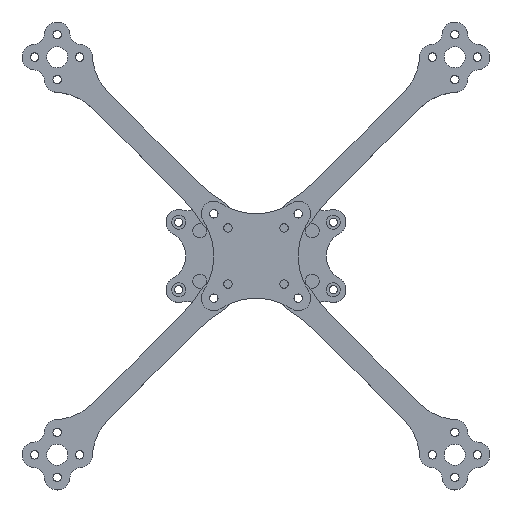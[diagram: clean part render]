
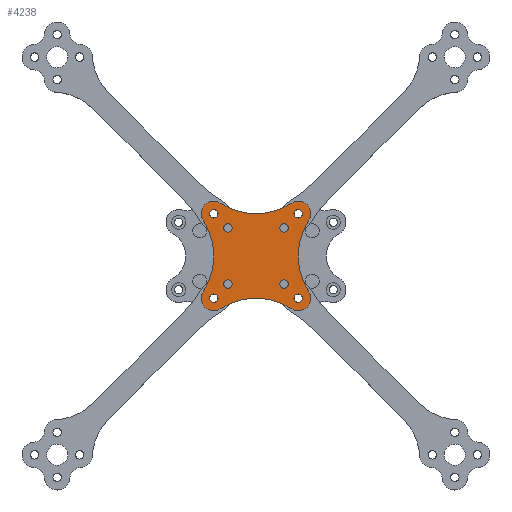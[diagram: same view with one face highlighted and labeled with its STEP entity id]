
A CAD part, top view. The second image highlights one B-rep face of the part: STEP entity #4238.
In plain terms, the highlighted planar face has unit normal (0, 0, 1).
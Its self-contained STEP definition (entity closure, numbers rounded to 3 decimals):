
#64=FACE_BOUND('',#491,.T.);
#65=FACE_BOUND('',#492,.T.);
#66=FACE_BOUND('',#493,.T.);
#67=FACE_BOUND('',#494,.T.);
#68=FACE_BOUND('',#495,.T.);
#69=FACE_BOUND('',#496,.T.);
#70=FACE_BOUND('',#497,.T.);
#71=FACE_BOUND('',#498,.T.);
#190=PLANE('',#4571);
#258=FACE_OUTER_BOUND('',#490,.T.);
#490=EDGE_LOOP('',(#2846,#2847,#2848,#2849,#2850,#2851,#2852,#2853));
#491=EDGE_LOOP('',(#2854));
#492=EDGE_LOOP('',(#2855));
#493=EDGE_LOOP('',(#2856));
#494=EDGE_LOOP('',(#2857));
#495=EDGE_LOOP('',(#2858));
#496=EDGE_LOOP('',(#2859));
#497=EDGE_LOOP('',(#2860));
#498=EDGE_LOOP('',(#2861));
#1372=CIRCLE('',#4524,1.5);
#1374=CIRCLE('',#4527,1.5);
#1376=CIRCLE('',#4530,1.5);
#1378=CIRCLE('',#4533,1.5);
#1380=CIRCLE('',#4536,1.5);
#1382=CIRCLE('',#4539,1.5);
#1384=CIRCLE('',#4542,1.5);
#1386=CIRCLE('',#4545,1.5);
#1389=CIRCLE('',#4549,22.75);
#1391=CIRCLE('',#4552,4.5);
#1393=CIRCLE('',#4555,22.75);
#1395=CIRCLE('',#4558,4.5);
#1397=CIRCLE('',#4561,22.75);
#1399=CIRCLE('',#4564,4.5);
#1401=CIRCLE('',#4567,22.75);
#1403=CIRCLE('',#4570,4.5);
#1732=VERTEX_POINT('',#6603);
#1734=VERTEX_POINT('',#6609);
#1736=VERTEX_POINT('',#6615);
#1738=VERTEX_POINT('',#6621);
#1740=VERTEX_POINT('',#6627);
#1742=VERTEX_POINT('',#6633);
#1744=VERTEX_POINT('',#6639);
#1746=VERTEX_POINT('',#6645);
#1750=VERTEX_POINT('',#6654);
#1751=VERTEX_POINT('',#6656);
#1753=VERTEX_POINT('',#6662);
#1755=VERTEX_POINT('',#6668);
#1757=VERTEX_POINT('',#6674);
#1759=VERTEX_POINT('',#6680);
#1761=VERTEX_POINT('',#6686);
#1763=VERTEX_POINT('',#6692);
#2152=EDGE_CURVE('',#1732,#1732,#1372,.T.);
#2155=EDGE_CURVE('',#1734,#1734,#1374,.T.);
#2158=EDGE_CURVE('',#1736,#1736,#1376,.T.);
#2161=EDGE_CURVE('',#1738,#1738,#1378,.T.);
#2164=EDGE_CURVE('',#1740,#1740,#1380,.T.);
#2167=EDGE_CURVE('',#1742,#1742,#1382,.T.);
#2170=EDGE_CURVE('',#1744,#1744,#1384,.T.);
#2173=EDGE_CURVE('',#1746,#1746,#1386,.T.);
#2178=EDGE_CURVE('',#1751,#1750,#1389,.T.);
#2181=EDGE_CURVE('',#1753,#1751,#1391,.T.);
#2184=EDGE_CURVE('',#1755,#1753,#1393,.T.);
#2187=EDGE_CURVE('',#1757,#1755,#1395,.T.);
#2190=EDGE_CURVE('',#1759,#1757,#1397,.T.);
#2193=EDGE_CURVE('',#1761,#1759,#1399,.T.);
#2196=EDGE_CURVE('',#1763,#1761,#1401,.T.);
#2199=EDGE_CURVE('',#1750,#1763,#1403,.T.);
#2846=ORIENTED_EDGE('',*,*,#2199,.T.);
#2847=ORIENTED_EDGE('',*,*,#2196,.T.);
#2848=ORIENTED_EDGE('',*,*,#2193,.T.);
#2849=ORIENTED_EDGE('',*,*,#2190,.T.);
#2850=ORIENTED_EDGE('',*,*,#2187,.T.);
#2851=ORIENTED_EDGE('',*,*,#2184,.T.);
#2852=ORIENTED_EDGE('',*,*,#2181,.T.);
#2853=ORIENTED_EDGE('',*,*,#2178,.T.);
#2854=ORIENTED_EDGE('',*,*,#2173,.T.);
#2855=ORIENTED_EDGE('',*,*,#2170,.T.);
#2856=ORIENTED_EDGE('',*,*,#2167,.T.);
#2857=ORIENTED_EDGE('',*,*,#2164,.T.);
#2858=ORIENTED_EDGE('',*,*,#2161,.T.);
#2859=ORIENTED_EDGE('',*,*,#2158,.T.);
#2860=ORIENTED_EDGE('',*,*,#2155,.T.);
#2861=ORIENTED_EDGE('',*,*,#2152,.T.);
#4238=ADVANCED_FACE('',(#258,#64,#65,#66,#67,#68,#69,#70,#71),#190,.T.);
#4524=AXIS2_PLACEMENT_3D('',#6604,#5130,#5131);
#4527=AXIS2_PLACEMENT_3D('',#6610,#5137,#5138);
#4530=AXIS2_PLACEMENT_3D('',#6616,#5144,#5145);
#4533=AXIS2_PLACEMENT_3D('',#6622,#5151,#5152);
#4536=AXIS2_PLACEMENT_3D('',#6628,#5158,#5159);
#4539=AXIS2_PLACEMENT_3D('',#6634,#5165,#5166);
#4542=AXIS2_PLACEMENT_3D('',#6640,#5172,#5173);
#4545=AXIS2_PLACEMENT_3D('',#6646,#5179,#5180);
#4549=AXIS2_PLACEMENT_3D('',#6657,#5189,#5190);
#4552=AXIS2_PLACEMENT_3D('',#6663,#5196,#5197);
#4555=AXIS2_PLACEMENT_3D('',#6669,#5203,#5204);
#4558=AXIS2_PLACEMENT_3D('',#6675,#5210,#5211);
#4561=AXIS2_PLACEMENT_3D('',#6681,#5217,#5218);
#4564=AXIS2_PLACEMENT_3D('',#6687,#5224,#5225);
#4567=AXIS2_PLACEMENT_3D('',#6693,#5231,#5232);
#4570=AXIS2_PLACEMENT_3D('',#6697,#5238,#5239);
#4571=AXIS2_PLACEMENT_3D('',#6698,#5240,#5241);
#5130=DIRECTION('center_axis',(0.,0.,-1.));
#5131=DIRECTION('ref_axis',(1.,0.,0.));
#5137=DIRECTION('center_axis',(0.,0.,-1.));
#5138=DIRECTION('ref_axis',(1.,0.,0.));
#5144=DIRECTION('center_axis',(0.,0.,-1.));
#5145=DIRECTION('ref_axis',(1.,0.,0.));
#5151=DIRECTION('center_axis',(0.,0.,-1.));
#5152=DIRECTION('ref_axis',(1.,0.,0.));
#5158=DIRECTION('center_axis',(0.,0.,-1.));
#5159=DIRECTION('ref_axis',(1.,0.,0.));
#5165=DIRECTION('center_axis',(0.,0.,-1.));
#5166=DIRECTION('ref_axis',(1.,0.,0.));
#5172=DIRECTION('center_axis',(0.,0.,-1.));
#5173=DIRECTION('ref_axis',(1.,0.,0.));
#5179=DIRECTION('center_axis',(0.,0.,-1.));
#5180=DIRECTION('ref_axis',(1.,0.,0.));
#5189=DIRECTION('center_axis',(0.,0.,-1.));
#5190=DIRECTION('ref_axis',(0.,1.,0.));
#5196=DIRECTION('center_axis',(0.,0.,1.));
#5197=DIRECTION('ref_axis',(1.,0.,0.));
#5203=DIRECTION('center_axis',(0.,0.,-1.));
#5204=DIRECTION('ref_axis',(1.,0.,0.));
#5210=DIRECTION('center_axis',(0.,0.,1.));
#5211=DIRECTION('ref_axis',(1.,0.,0.));
#5217=DIRECTION('center_axis',(0.,0.,-1.));
#5218=DIRECTION('ref_axis',(0.,-1.,0.));
#5224=DIRECTION('center_axis',(0.,0.,1.));
#5225=DIRECTION('ref_axis',(1.,0.,0.));
#5231=DIRECTION('center_axis',(0.,0.,-1.));
#5232=DIRECTION('ref_axis',(-1.,0.,0.));
#5238=DIRECTION('center_axis',(0.,0.,1.));
#5239=DIRECTION('ref_axis',(1.,0.,0.));
#5240=DIRECTION('center_axis',(0.,0.,1.));
#5241=DIRECTION('ref_axis',(1.,0.,0.));
#6603=CARTESIAN_POINT('',(-16.5,15.,2.));
#6604=CARTESIAN_POINT('Origin',(-15.,15.,2.));
#6609=CARTESIAN_POINT('',(8.5,10.,2.));
#6610=CARTESIAN_POINT('Origin',(10.,10.,2.));
#6615=CARTESIAN_POINT('',(13.5,-15.,2.));
#6616=CARTESIAN_POINT('Origin',(15.,-15.,2.));
#6621=CARTESIAN_POINT('',(8.5,-10.,2.));
#6622=CARTESIAN_POINT('Origin',(10.,-10.,2.));
#6627=CARTESIAN_POINT('',(-16.5,-15.,2.));
#6628=CARTESIAN_POINT('Origin',(-15.,-15.,2.));
#6633=CARTESIAN_POINT('',(-11.5,-10.,2.));
#6634=CARTESIAN_POINT('Origin',(-10.,-10.,2.));
#6639=CARTESIAN_POINT('',(13.5,15.,2.));
#6640=CARTESIAN_POINT('Origin',(15.,15.,2.));
#6645=CARTESIAN_POINT('',(-11.5,10.,2.));
#6646=CARTESIAN_POINT('Origin',(-10.,10.,2.));
#6654=CARTESIAN_POINT('',(12.523,-18.757,2.));
#6656=CARTESIAN_POINT('',(-12.523,-18.757,2.));
#6657=CARTESIAN_POINT('Origin',(0.,-37.75,2.));
#6662=CARTESIAN_POINT('',(-18.757,-12.523,2.));
#6663=CARTESIAN_POINT('Origin',(-15.,-15.,2.));
#6668=CARTESIAN_POINT('',(-18.757,12.523,2.));
#6669=CARTESIAN_POINT('Origin',(-37.75,0.,2.));
#6674=CARTESIAN_POINT('',(-12.523,18.757,2.));
#6675=CARTESIAN_POINT('Origin',(-15.,15.,2.));
#6680=CARTESIAN_POINT('',(12.523,18.757,2.));
#6681=CARTESIAN_POINT('Origin',(0.,37.75,2.));
#6686=CARTESIAN_POINT('',(18.757,12.523,2.));
#6687=CARTESIAN_POINT('Origin',(15.,15.,2.));
#6692=CARTESIAN_POINT('',(18.757,-12.523,2.));
#6693=CARTESIAN_POINT('Origin',(37.75,0.,2.));
#6697=CARTESIAN_POINT('Origin',(15.,-15.,2.));
#6698=CARTESIAN_POINT('Origin',(0.,0.,2.));
